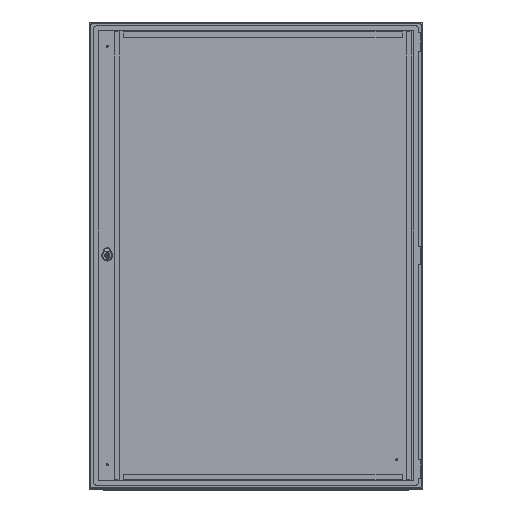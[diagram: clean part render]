
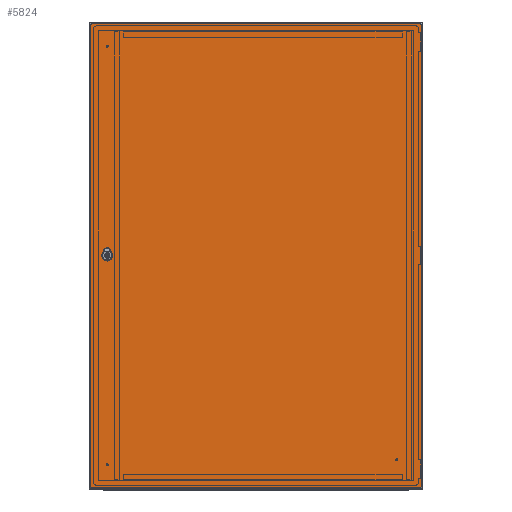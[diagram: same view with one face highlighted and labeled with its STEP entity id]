
A CAD part, top view. The second image highlights one B-rep face of the part: STEP entity #5824.
In plain terms, the highlighted face is planar.
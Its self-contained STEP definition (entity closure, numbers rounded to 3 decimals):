
#3206=FACE_BOUND('',#8396,.T.);
#3207=FACE_BOUND('',#8397,.T.);
#4902=CIRCLE('',#22070,11.25);
#4903=CIRCLE('',#22071,11.25);
#4904=CIRCLE('',#22072,11.25);
#4905=CIRCLE('',#22073,11.25);
#4906=CIRCLE('',#22074,1.);
#4907=CIRCLE('',#22075,1.);
#4908=CIRCLE('',#22076,1.);
#4909=CIRCLE('',#22077,1.);
#5824=ADVANCED_FACE('',(#3206,#3207),#6481,.F.);
#6481=PLANE('',#22078);
#8396=EDGE_LOOP('',(#11575,#11576,#11577,#11578,#11579,#11580,#11581,#11582));
#8397=EDGE_LOOP('',(#11583,#11584,#11585,#11586,#11587,#11588,#11589,#11590));
#11575=ORIENTED_EDGE('',*,*,#17438,.T.);
#11576=ORIENTED_EDGE('',*,*,#17439,.T.);
#11577=ORIENTED_EDGE('',*,*,#17440,.T.);
#11578=ORIENTED_EDGE('',*,*,#17441,.T.);
#11579=ORIENTED_EDGE('',*,*,#17442,.T.);
#11580=ORIENTED_EDGE('',*,*,#17443,.T.);
#11581=ORIENTED_EDGE('',*,*,#17444,.T.);
#11582=ORIENTED_EDGE('',*,*,#17445,.T.);
#11583=ORIENTED_EDGE('',*,*,#17446,.F.);
#11584=ORIENTED_EDGE('',*,*,#17447,.F.);
#11585=ORIENTED_EDGE('',*,*,#17448,.F.);
#11586=ORIENTED_EDGE('',*,*,#17449,.F.);
#11587=ORIENTED_EDGE('',*,*,#17450,.F.);
#11588=ORIENTED_EDGE('',*,*,#17451,.F.);
#11589=ORIENTED_EDGE('',*,*,#17452,.F.);
#11590=ORIENTED_EDGE('',*,*,#17453,.F.);
#15339=VERTEX_POINT('',#31619);
#15340=VERTEX_POINT('',#31620);
#15341=VERTEX_POINT('',#31622);
#15342=VERTEX_POINT('',#31624);
#15343=VERTEX_POINT('',#31626);
#15344=VERTEX_POINT('',#31628);
#15345=VERTEX_POINT('',#31630);
#15346=VERTEX_POINT('',#31632);
#15347=VERTEX_POINT('',#31635);
#15348=VERTEX_POINT('',#31636);
#15349=VERTEX_POINT('',#31638);
#15350=VERTEX_POINT('',#31640);
#15351=VERTEX_POINT('',#31642);
#15352=VERTEX_POINT('',#31644);
#15353=VERTEX_POINT('',#31646);
#15354=VERTEX_POINT('',#31648);
#17438=EDGE_CURVE('',#15339,#15340,#19177,.T.);
#17439=EDGE_CURVE('',#15340,#15341,#4902,.T.);
#17440=EDGE_CURVE('',#15341,#15342,#19178,.T.);
#17441=EDGE_CURVE('',#15342,#15343,#4903,.T.);
#17442=EDGE_CURVE('',#15343,#15344,#19179,.T.);
#17443=EDGE_CURVE('',#15344,#15345,#4904,.T.);
#17444=EDGE_CURVE('',#15345,#15346,#19180,.T.);
#17445=EDGE_CURVE('',#15346,#15339,#4905,.T.);
#17446=EDGE_CURVE('',#15347,#15348,#4906,.T.);
#17447=EDGE_CURVE('',#15349,#15347,#19181,.T.);
#17448=EDGE_CURVE('',#15350,#15349,#4907,.T.);
#17449=EDGE_CURVE('',#15351,#15350,#19182,.T.);
#17450=EDGE_CURVE('',#15352,#15351,#4908,.T.);
#17451=EDGE_CURVE('',#15353,#15352,#19183,.T.);
#17452=EDGE_CURVE('',#15354,#15353,#4909,.T.);
#17453=EDGE_CURVE('',#15348,#15354,#19184,.T.);
#19177=LINE('',#31618,#20276);
#19178=LINE('',#31623,#20277);
#19179=LINE('',#31627,#20278);
#19180=LINE('',#31631,#20279);
#19181=LINE('',#31637,#20280);
#19182=LINE('',#31641,#20281);
#19183=LINE('',#31645,#20282);
#19184=LINE('',#31649,#20283);
#20276=VECTOR('',#26099,1.);
#20277=VECTOR('',#26102,1.);
#20278=VECTOR('',#26105,1.);
#20279=VECTOR('',#26108,1.);
#20280=VECTOR('',#26113,1.);
#20281=VECTOR('',#26116,1.);
#20282=VECTOR('',#26119,1.);
#20283=VECTOR('',#26122,1.);
#22070=AXIS2_PLACEMENT_3D('',#31621,#26100,#26101);
#22071=AXIS2_PLACEMENT_3D('',#31625,#26103,#26104);
#22072=AXIS2_PLACEMENT_3D('',#31629,#26106,#26107);
#22073=AXIS2_PLACEMENT_3D('',#31633,#26109,#26110);
#22074=AXIS2_PLACEMENT_3D('',#31634,#26111,#26112);
#22075=AXIS2_PLACEMENT_3D('',#31639,#26114,#26115);
#22076=AXIS2_PLACEMENT_3D('',#31643,#26117,#26118);
#22077=AXIS2_PLACEMENT_3D('',#31647,#26120,#26121);
#22078=AXIS2_PLACEMENT_3D('',#31650,#26123,#26124);
#26099=DIRECTION('',(-1.,0.,0.));
#26100=DIRECTION('',(0.,0.,1.));
#26101=DIRECTION('',(1.,0.,0.));
#26102=DIRECTION('',(0.,-1.,0.));
#26103=DIRECTION('',(0.,0.,1.));
#26104=DIRECTION('',(1.,0.,0.));
#26105=DIRECTION('',(1.,0.,0.));
#26106=DIRECTION('',(0.,0.,1.));
#26107=DIRECTION('',(1.,0.,0.));
#26108=DIRECTION('',(0.,1.,0.));
#26109=DIRECTION('',(0.,0.,1.));
#26110=DIRECTION('',(1.,0.,0.));
#26111=DIRECTION('',(0.,0.,1.));
#26112=DIRECTION('',(1.,0.,0.));
#26113=DIRECTION('',(0.,-1.,0.));
#26114=DIRECTION('',(0.,0.,1.));
#26115=DIRECTION('',(1.,0.,0.));
#26116=DIRECTION('',(-1.,0.,0.));
#26117=DIRECTION('',(0.,0.,1.));
#26118=DIRECTION('',(1.,0.,0.));
#26119=DIRECTION('',(0.,1.,0.));
#26120=DIRECTION('',(0.,0.,1.));
#26121=DIRECTION('',(1.,0.,0.));
#26122=DIRECTION('',(1.,0.,0.));
#26123=DIRECTION('',(0.,0.,1.));
#26124=DIRECTION('',(1.,0.,0.));
#31618=CARTESIAN_POINT('',(-493.75,10.2,0.));
#31619=CARTESIAN_POINT('',(450.996,10.2,0.));
#31620=CARTESIAN_POINT('',(441.504,10.2,0.));
#31621=CARTESIAN_POINT('',(446.25,0.,0.));
#31622=CARTESIAN_POINT('',(436.05,4.746,0.));
#31623=CARTESIAN_POINT('',(436.05,693.,0.));
#31624=CARTESIAN_POINT('',(436.05,-4.746,0.));
#31625=CARTESIAN_POINT('',(446.25,0.,0.));
#31626=CARTESIAN_POINT('',(441.504,-10.2,0.));
#31627=CARTESIAN_POINT('',(-493.75,-10.2,0.));
#31628=CARTESIAN_POINT('',(450.996,-10.2,0.));
#31629=CARTESIAN_POINT('',(446.25,0.,0.));
#31630=CARTESIAN_POINT('',(456.45,-4.746,0.));
#31631=CARTESIAN_POINT('',(456.45,693.,0.));
#31632=CARTESIAN_POINT('',(456.45,4.746,0.));
#31633=CARTESIAN_POINT('',(446.25,0.,0.));
#31634=CARTESIAN_POINT('',(-493.75,-693.,0.));
#31635=CARTESIAN_POINT('',(-494.75,-693.,0.));
#31636=CARTESIAN_POINT('',(-493.75,-694.,0.));
#31637=CARTESIAN_POINT('',(-494.75,693.,0.));
#31638=CARTESIAN_POINT('',(-494.75,693.,0.));
#31639=CARTESIAN_POINT('',(-493.75,693.,0.));
#31640=CARTESIAN_POINT('',(-493.75,694.,0.));
#31641=CARTESIAN_POINT('',(493.75,694.,0.));
#31642=CARTESIAN_POINT('',(493.75,694.,0.));
#31643=CARTESIAN_POINT('',(493.75,693.,0.));
#31644=CARTESIAN_POINT('',(494.75,693.,0.));
#31645=CARTESIAN_POINT('',(494.75,-693.,0.));
#31646=CARTESIAN_POINT('',(494.75,-693.,0.));
#31647=CARTESIAN_POINT('',(493.75,-693.,0.));
#31648=CARTESIAN_POINT('',(493.75,-694.,0.));
#31649=CARTESIAN_POINT('',(-493.75,-694.,0.));
#31650=CARTESIAN_POINT('',(-493.75,693.,0.));
